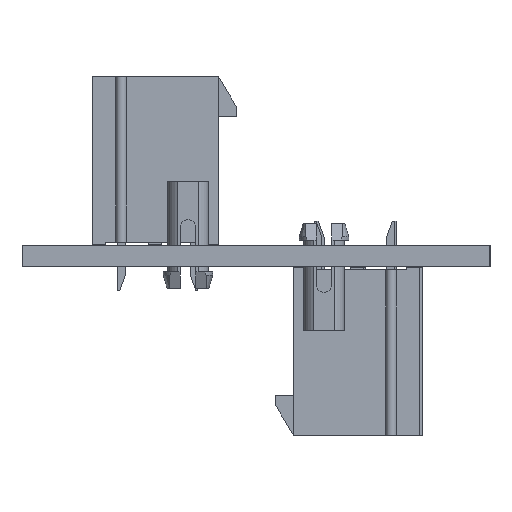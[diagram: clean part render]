
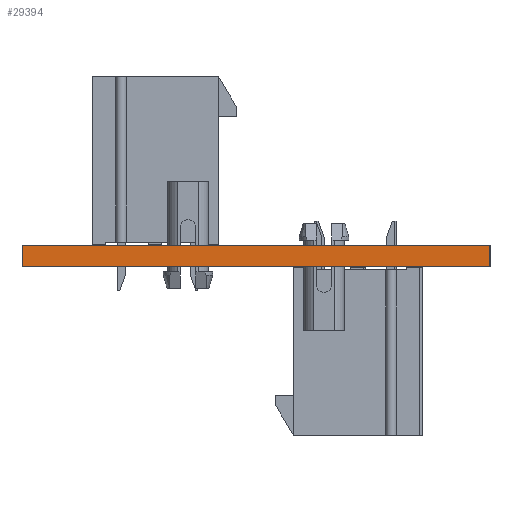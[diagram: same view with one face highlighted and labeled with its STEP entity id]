
A CAD part, left-side view. The second image highlights one B-rep face of the part: STEP entity #29394.
In plain terms, the highlighted planar face has unit normal (-1, 0, 0).
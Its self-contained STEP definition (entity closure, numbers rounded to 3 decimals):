
#29278 = EDGE_CURVE('',#29279,#29281,#29283,.T.);
#29279 = VERTEX_POINT('',#29280);
#29280 = CARTESIAN_POINT('',(99.06,-55.88,0.));
#29281 = VERTEX_POINT('',#29282);
#29282 = CARTESIAN_POINT('',(99.06,-55.88,1.6));
#29283 = SURFACE_CURVE('',#29284,(#29288,#29300),.PCURVE_S1.);
#29284 = LINE('',#29285,#29286);
#29285 = CARTESIAN_POINT('',(99.06,-55.88,0.));
#29286 = VECTOR('',#29287,1.);
#29287 = DIRECTION('',(0.,0.,1.));
#29288 = PCURVE('',#29289,#29294);
#29289 = PLANE('',#29290);
#29290 = AXIS2_PLACEMENT_3D('',#29291,#29292,#29293);
#29291 = CARTESIAN_POINT('',(99.06,-55.88,0.));
#29292 = DIRECTION('',(0.,1.,0.));
#29293 = DIRECTION('',(1.,0.,0.));
#29294 = DEFINITIONAL_REPRESENTATION('',(#29295),#29299);
#29295 = LINE('',#29296,#29297);
#29296 = CARTESIAN_POINT('',(0.,0.));
#29297 = VECTOR('',#29298,1.);
#29298 = DIRECTION('',(0.,-1.));
#29299 = ( GEOMETRIC_REPRESENTATION_CONTEXT(2) 
PARAMETRIC_REPRESENTATION_CONTEXT() REPRESENTATION_CONTEXT('2D SPACE',''
  ) );
#29300 = PCURVE('',#29301,#29306);
#29301 = PLANE('',#29302);
#29302 = AXIS2_PLACEMENT_3D('',#29303,#29304,#29305);
#29303 = CARTESIAN_POINT('',(99.06,-91.44,0.));
#29304 = DIRECTION('',(-1.,0.,0.));
#29305 = DIRECTION('',(0.,1.,0.));
#29306 = DEFINITIONAL_REPRESENTATION('',(#29307),#29311);
#29307 = LINE('',#29308,#29309);
#29308 = CARTESIAN_POINT('',(35.56,0.));
#29309 = VECTOR('',#29310,1.);
#29310 = DIRECTION('',(0.,-1.));
#29311 = ( GEOMETRIC_REPRESENTATION_CONTEXT(2) 
PARAMETRIC_REPRESENTATION_CONTEXT() REPRESENTATION_CONTEXT('2D SPACE',''
  ) );
#29329 = PLANE('',#29330);
#29330 = AXIS2_PLACEMENT_3D('',#29331,#29332,#29333);
#29331 = CARTESIAN_POINT('',(137.16,-73.66,1.6));
#29332 = DIRECTION('',(0.,0.,-1.));
#29333 = DIRECTION('',(-1.,0.,0.));
#29383 = PLANE('',#29384);
#29384 = AXIS2_PLACEMENT_3D('',#29385,#29386,#29387);
#29385 = CARTESIAN_POINT('',(137.16,-73.66,0.));
#29386 = DIRECTION('',(0.,0.,-1.));
#29387 = DIRECTION('',(-1.,0.,0.));
#29394 = ADVANCED_FACE('',(#29395),#29301,.T.);
#29395 = FACE_BOUND('',#29396,.T.);
#29396 = EDGE_LOOP('',(#29397,#29427,#29448,#29449));
#29397 = ORIENTED_EDGE('',*,*,#29398,.T.);
#29398 = EDGE_CURVE('',#29399,#29401,#29403,.T.);
#29399 = VERTEX_POINT('',#29400);
#29400 = CARTESIAN_POINT('',(99.06,-91.44,0.));
#29401 = VERTEX_POINT('',#29402);
#29402 = CARTESIAN_POINT('',(99.06,-91.44,1.6));
#29403 = SURFACE_CURVE('',#29404,(#29408,#29415),.PCURVE_S1.);
#29404 = LINE('',#29405,#29406);
#29405 = CARTESIAN_POINT('',(99.06,-91.44,0.));
#29406 = VECTOR('',#29407,1.);
#29407 = DIRECTION('',(0.,0.,1.));
#29408 = PCURVE('',#29301,#29409);
#29409 = DEFINITIONAL_REPRESENTATION('',(#29410),#29414);
#29410 = LINE('',#29411,#29412);
#29411 = CARTESIAN_POINT('',(0.,0.));
#29412 = VECTOR('',#29413,1.);
#29413 = DIRECTION('',(0.,-1.));
#29414 = ( GEOMETRIC_REPRESENTATION_CONTEXT(2) 
PARAMETRIC_REPRESENTATION_CONTEXT() REPRESENTATION_CONTEXT('2D SPACE',''
  ) );
#29415 = PCURVE('',#29416,#29421);
#29416 = PLANE('',#29417);
#29417 = AXIS2_PLACEMENT_3D('',#29418,#29419,#29420);
#29418 = CARTESIAN_POINT('',(175.26,-91.44,0.));
#29419 = DIRECTION('',(0.,-1.,0.));
#29420 = DIRECTION('',(-1.,0.,0.));
#29421 = DEFINITIONAL_REPRESENTATION('',(#29422),#29426);
#29422 = LINE('',#29423,#29424);
#29423 = CARTESIAN_POINT('',(76.2,0.));
#29424 = VECTOR('',#29425,1.);
#29425 = DIRECTION('',(0.,-1.));
#29426 = ( GEOMETRIC_REPRESENTATION_CONTEXT(2) 
PARAMETRIC_REPRESENTATION_CONTEXT() REPRESENTATION_CONTEXT('2D SPACE',''
  ) );
#29427 = ORIENTED_EDGE('',*,*,#29428,.T.);
#29428 = EDGE_CURVE('',#29401,#29281,#29429,.T.);
#29429 = SURFACE_CURVE('',#29430,(#29434,#29441),.PCURVE_S1.);
#29430 = LINE('',#29431,#29432);
#29431 = CARTESIAN_POINT('',(99.06,-91.44,1.6));
#29432 = VECTOR('',#29433,1.);
#29433 = DIRECTION('',(0.,1.,0.));
#29434 = PCURVE('',#29301,#29435);
#29435 = DEFINITIONAL_REPRESENTATION('',(#29436),#29440);
#29436 = LINE('',#29437,#29438);
#29437 = CARTESIAN_POINT('',(0.,-1.6));
#29438 = VECTOR('',#29439,1.);
#29439 = DIRECTION('',(1.,0.));
#29440 = ( GEOMETRIC_REPRESENTATION_CONTEXT(2) 
PARAMETRIC_REPRESENTATION_CONTEXT() REPRESENTATION_CONTEXT('2D SPACE',''
  ) );
#29441 = PCURVE('',#29329,#29442);
#29442 = DEFINITIONAL_REPRESENTATION('',(#29443),#29447);
#29443 = LINE('',#29444,#29445);
#29444 = CARTESIAN_POINT('',(38.1,-17.78));
#29445 = VECTOR('',#29446,1.);
#29446 = DIRECTION('',(0.,1.));
#29447 = ( GEOMETRIC_REPRESENTATION_CONTEXT(2) 
PARAMETRIC_REPRESENTATION_CONTEXT() REPRESENTATION_CONTEXT('2D SPACE',''
  ) );
#29448 = ORIENTED_EDGE('',*,*,#29278,.F.);
#29449 = ORIENTED_EDGE('',*,*,#29450,.F.);
#29450 = EDGE_CURVE('',#29399,#29279,#29451,.T.);
#29451 = SURFACE_CURVE('',#29452,(#29456,#29463),.PCURVE_S1.);
#29452 = LINE('',#29453,#29454);
#29453 = CARTESIAN_POINT('',(99.06,-91.44,0.));
#29454 = VECTOR('',#29455,1.);
#29455 = DIRECTION('',(0.,1.,0.));
#29456 = PCURVE('',#29301,#29457);
#29457 = DEFINITIONAL_REPRESENTATION('',(#29458),#29462);
#29458 = LINE('',#29459,#29460);
#29459 = CARTESIAN_POINT('',(0.,0.));
#29460 = VECTOR('',#29461,1.);
#29461 = DIRECTION('',(1.,0.));
#29462 = ( GEOMETRIC_REPRESENTATION_CONTEXT(2) 
PARAMETRIC_REPRESENTATION_CONTEXT() REPRESENTATION_CONTEXT('2D SPACE',''
  ) );
#29463 = PCURVE('',#29383,#29464);
#29464 = DEFINITIONAL_REPRESENTATION('',(#29465),#29469);
#29465 = LINE('',#29466,#29467);
#29466 = CARTESIAN_POINT('',(38.1,-17.78));
#29467 = VECTOR('',#29468,1.);
#29468 = DIRECTION('',(0.,1.));
#29469 = ( GEOMETRIC_REPRESENTATION_CONTEXT(2) 
PARAMETRIC_REPRESENTATION_CONTEXT() REPRESENTATION_CONTEXT('2D SPACE',''
  ) );
